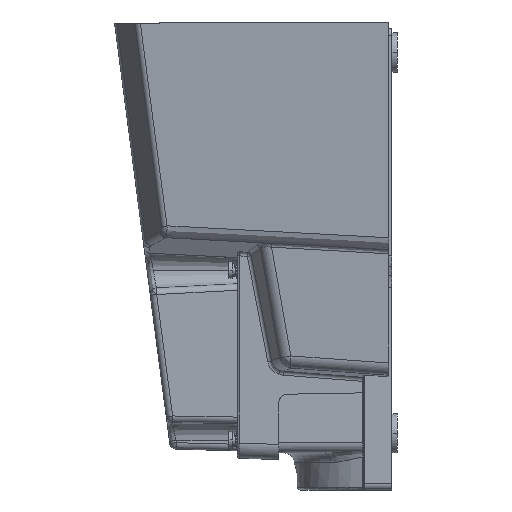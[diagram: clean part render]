
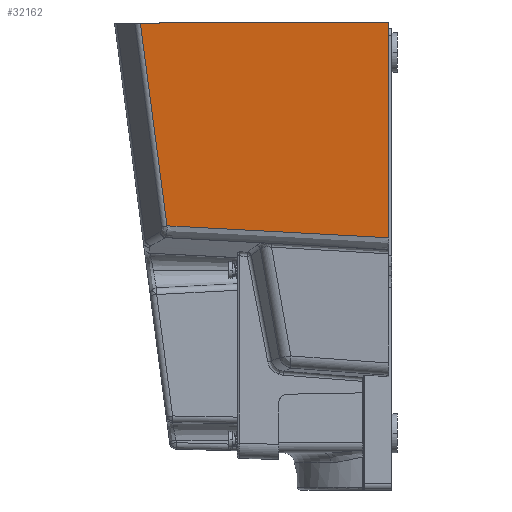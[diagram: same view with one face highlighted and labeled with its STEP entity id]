
A CAD part, left-side view. The second image highlights one B-rep face of the part: STEP entity #32162.
In plain terms, the highlighted face is planar.
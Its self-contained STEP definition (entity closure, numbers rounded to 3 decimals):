
#1750 = CARTESIAN_POINT ( 'NONE',  ( -66.761, -3.399, 61.534 ) ) ;
#7518 = LINE ( 'NONE', #26333, #28424 ) ;
#10736 = CARTESIAN_POINT ( 'NONE',  ( -67.293, -2.838, 50.827 ) ) ;
#19675 = CARTESIAN_POINT ( 'NONE',  ( -67.449, -2.671, 47.688 ) ) ;
#25304 = VERTEX_POINT ( 'NONE', #89420 ) ;
#25352 = CARTESIAN_POINT ( 'NONE',  ( -69.807, 0.095, 0. ) ) ;
#26333 = CARTESIAN_POINT ( 'NONE',  ( -75., -99., 0. ) ) ;
#26636 = VERTEX_POINT ( 'NONE', #27306 ) ;
#27306 = CARTESIAN_POINT ( 'NONE',  ( -75., -99., 0. ) ) ;
#28424 = VECTOR ( 'NONE', #71199, 1000. ) ;
#28612 = CARTESIAN_POINT ( 'NONE',  ( -69.089, -0.825, 14.602 ) ) ;
#31923 = EDGE_CURVE ( 'NONE', #26636, #25304, #7518, .T. ) ;
#32162 = ADVANCED_FACE ( 'NONE', ( #100877 ), #39926, .T. ) ;
#39926 = PLANE ( 'NONE',  #83371 ) ;
#43341 = CARTESIAN_POINT ( 'NONE',  ( -73.269, -65.968, 0. ) ) ;
#44951 = ORIENTED_EDGE ( 'NONE', *, *, #87871, .T. ) ;
#46231 = CARTESIAN_POINT ( 'NONE',  ( -64.747, -5.37, 101.866 ) ) ;
#46627 = LINE ( 'NONE', #112157, #93962 ) ;
#48025 = EDGE_CURVE ( 'NONE', #52594, #25304, #46627, .T. ) ;
#48905 = DIRECTION ( 'NONE',  ( 0.052, 0., 0.999 ) ) ;
#52594 = VERTEX_POINT ( 'NONE', #97598 ) ;
#55154 = CARTESIAN_POINT ( 'NONE',  ( -65.979, -4.196, 77.228 ) ) ;
#56891 = B_SPLINE_CURVE_WITH_KNOTS ( 'NONE', 3,
 ( #25352, #78735, #43341, #105654 ),
 .UNSPECIFIED., .F., .F.,
 ( 4, 4 ),
 ( 0., 1. ),
 .UNSPECIFIED. ) ;
#57492 = CARTESIAN_POINT ( 'NONE',  ( -64.623, 99., 0. ) ) ;
#58847 = DIRECTION ( 'NONE',  ( -0.045, -0.99, 0.13 ) ) ;
#59399 = CARTESIAN_POINT ( 'NONE',  ( -69.807, 0.095, 0. ) ) ;
#60909 = B_SPLINE_CURVE_WITH_KNOTS ( 'NONE', 3,
 ( #46231, #90579, #55154, #1750, #64147, #10736, #73071, #19675, #82014, #28612, #90962 ),
 .UNSPECIFIED., .F., .F.,
 ( 4, 1, 1, 1, 2, 2, 4 ),
 ( 0., 0.25, 0.375, 0.437, 0.469, 0.5, 1. ),
 .UNSPECIFIED. ) ;
#64147 = CARTESIAN_POINT ( 'NONE',  ( -67.136, -3.006, 53.993 ) ) ;
#70263 = ORIENTED_EDGE ( 'NONE', *, *, #48025, .F. ) ;
#71199 = DIRECTION ( 'NONE',  ( 0.053, 0.004, 0.999 ) ) ;
#73071 = CARTESIAN_POINT ( 'NONE',  ( -67.397, -2.726, 48.731 ) ) ;
#75878 = VERTEX_POINT ( 'NONE', #59399 ) ;
#78735 = CARTESIAN_POINT ( 'NONE',  ( -71.538, -32.937, 0. ) ) ;
#79238 = ORIENTED_EDGE ( 'NONE', *, *, #31923, .T. ) ;
#81871 = EDGE_CURVE ( 'NONE', #52594, #75878, #60909, .T. ) ;
#82014 = CARTESIAN_POINT ( 'NONE',  ( -68.32, -1.729, 30.155 ) ) ;
#83371 = AXIS2_PLACEMENT_3D ( 'NONE', #57492, #102260, #48905 ) ;
#87871 = EDGE_CURVE ( 'NONE', #75878, #26636, #56891, .T. ) ;
#89420 = CARTESIAN_POINT ( 'NONE',  ( -68.986, -98.502, 114.095 ) ) ;
#90579 = CARTESIAN_POINT ( 'NONE',  ( -65.254, -4.896, 91.731 ) ) ;
#90962 = CARTESIAN_POINT ( 'NONE',  ( -69.807, 0.095, 0. ) ) ;
#93962 = VECTOR ( 'NONE', #58847, 1000. ) ;
#97598 = CARTESIAN_POINT ( 'NONE',  ( -64.747, -5.37, 101.866 ) ) ;
#100877 = FACE_OUTER_BOUND ( 'NONE', #102549, .T. ) ;
#102260 = DIRECTION ( 'NONE',  ( -0.997, 0.052, 0.052 ) ) ;
#102549 = EDGE_LOOP ( 'NONE', ( #44951, #79238, #70263, #110554 ) ) ;
#105654 = CARTESIAN_POINT ( 'NONE',  ( -75., -99., 0. ) ) ;
#110554 = ORIENTED_EDGE ( 'NONE', *, *, #81871, .T. ) ;
#112157 = CARTESIAN_POINT ( 'NONE',  ( -59.489, 110.151, 86.696 ) ) ;
